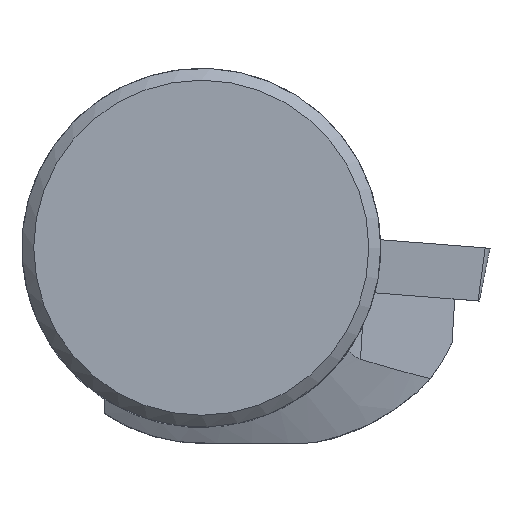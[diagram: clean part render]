
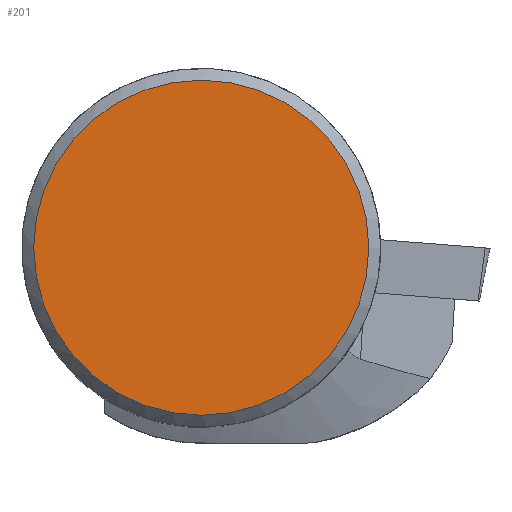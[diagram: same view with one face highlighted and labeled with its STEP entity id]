
A CAD part, top view. The second image highlights one B-rep face of the part: STEP entity #201.
In plain terms, the highlighted planar face has unit normal (0, 0, 1).
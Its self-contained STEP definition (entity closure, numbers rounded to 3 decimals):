
#136=CIRCLE('',#903,7.471);
#169=PLANE('',#925);
#201=ADVANCED_FACE('',(#252),#169,.T.);
#252=FACE_OUTER_BOUND('',#287,.T.);
#287=EDGE_LOOP('',(#550));
#550=ORIENTED_EDGE('',*,*,#739,.F.);
#661=VERTEX_POINT('',#1320);
#739=EDGE_CURVE('',#661,#661,#136,.T.);
#903=AXIS2_PLACEMENT_3D('',#1319,#1028,#1029);
#925=AXIS2_PLACEMENT_3D('',#1542,#1084,#1085);
#1028=DIRECTION('',(0.,0.,-1.));
#1029=DIRECTION('',(1.,0.,0.));
#1084=DIRECTION('',(0.,0.,1.));
#1085=DIRECTION('',(1.,0.,0.));
#1319=CARTESIAN_POINT('',(0.,0.,0.));
#1320=CARTESIAN_POINT('',(7.471,0.,0.));
#1542=CARTESIAN_POINT('',(0.,0.,0.));
